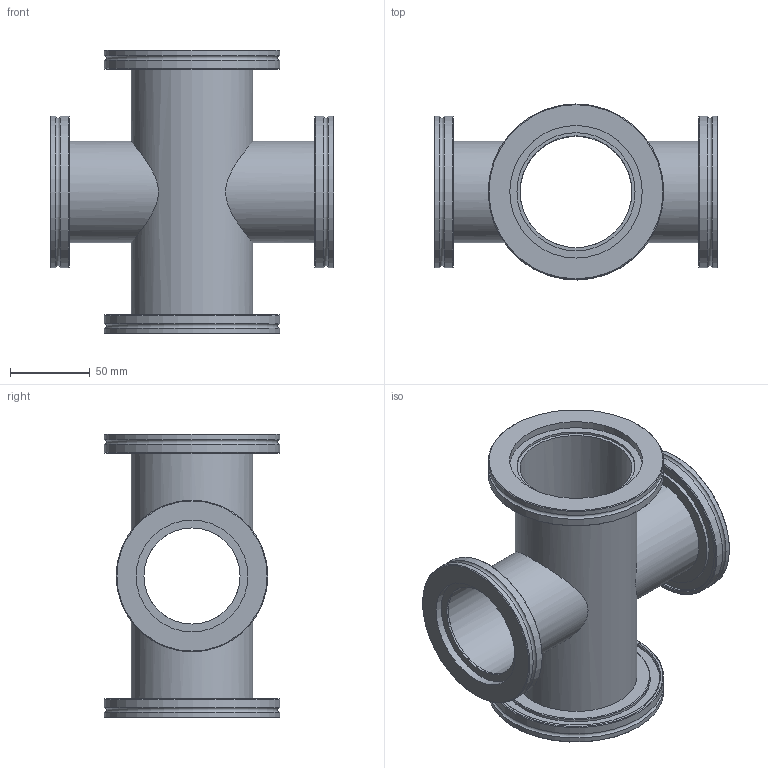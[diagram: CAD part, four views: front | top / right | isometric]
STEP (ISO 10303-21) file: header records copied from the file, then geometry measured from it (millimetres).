
FILE_DESCRIPTION(/* description */ (''),/* implementation_level */ '2;1');
FILE_NAME(/* name */ 'FL-R4X80-63LF.stp',/* time_stamp */ '2019-01-28T16:26:29+00:00',/* author */ ('paul'),/* organization */ (''),/* preprocessor_version */ 'ST-DEVELOPER v17.2',/* originating_system */ 'Autodesk Inventor 2019',/* authorisation */ '');
FILE_SCHEMA (('AUTOMOTIVE_DESIGN { 1 0 10303 214 3 1 1 }'));
Length unit declared in the file: millimetre
Products named in the file (5): FL-RT80-63LF; Main tube; FL-80LF-W; FL-63LF-W; side tube
Assembly tree (7 placements, depth 2):
  FL-RT80-63LF
    Main tube
    side tube  x2
    FL-80LF-W  x2
    FL-63LF-W  x2
Bounding box: 177.8 x 110 x 177.8 mm (x, y, z)
Volume: 311538.8 mm3; surface area: 179712.5 mm2
Topology: 7 solids, 7 shells, 84 faces, 219 edges, 163 vertices
Faces by surface type: cylinder 38, plane 28, cone 14, torus 4
Full cylindrical faces by diameter (mm): 60.2 x2, 60.3 x2, 63.5 x4, 63.7 x2, 70 x3, 74 x2, 76.2 x1, 76.4 x2, 78 x2, 83 x2, 90 x2, 93 x2, 95 x4, 105 x2, 110 x4
Entity records: 2083 total; most frequent: CARTESIAN_POINT 667, DIRECTION 293, ORIENTED_EDGE 240, AXIS2_PLACEMENT_3D 132, EDGE_CURVE 120, VERTEX_POINT 89, CIRCLE 75, EDGE_LOOP 63
